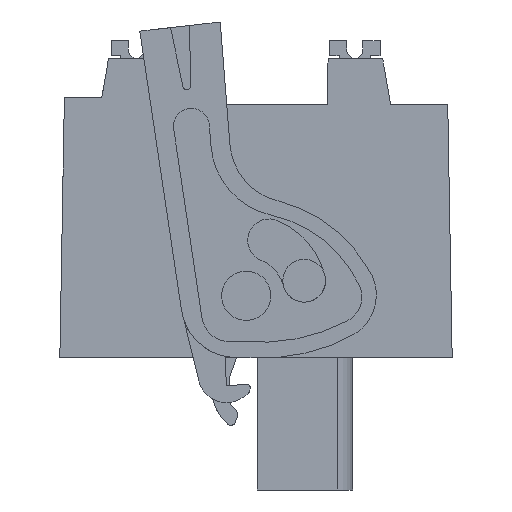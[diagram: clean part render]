
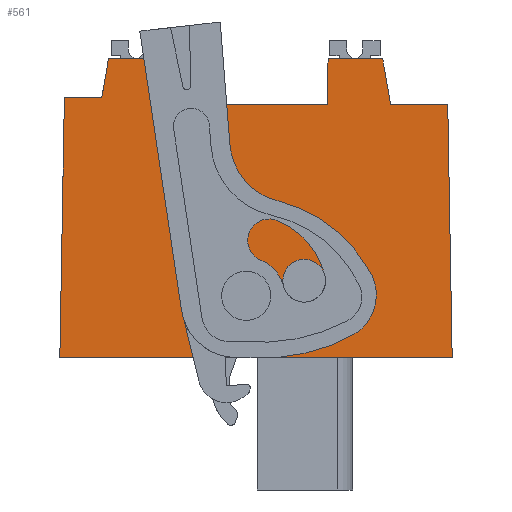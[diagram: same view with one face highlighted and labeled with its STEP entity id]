
A CAD part, left-side view. The second image highlights one B-rep face of the part: STEP entity #561.
In plain terms, the highlighted planar face has unit normal (-1, 0, 0).
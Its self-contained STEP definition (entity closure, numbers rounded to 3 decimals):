
#441=AXIS2_PLACEMENT_3D('Plane Axis2P3D',#438,#439,#440) ;
#527=AXIS2_PLACEMENT_3D('Circle Axis2P3D',#525,#526,$) ;
#536=AXIS2_PLACEMENT_3D('Circle Axis2P3D',#534,#535,$) ;
#545=AXIS2_PLACEMENT_3D('Circle Axis2P3D',#543,#544,$) ;
#554=AXIS2_PLACEMENT_3D('Circle Axis2P3D',#552,#553,$) ;
#40=CARTESIAN_POINT('Vertex',(4.85,21.679,27.192)) ;
#45=CARTESIAN_POINT('Line Origine',(4.85,19.954,27.192)) ;
#49=CARTESIAN_POINT('Vertex',(4.85,18.23,27.192)) ;
#380=CARTESIAN_POINT('Line Origine',(4.85,18.204,25.742)) ;
#384=CARTESIAN_POINT('Vertex',(4.85,18.179,24.292)) ;
#438=CARTESIAN_POINT('Axis2P3D Location',(4.85,0.,0.)) ;
#443=CARTESIAN_POINT('Line Origine',(4.85,21.89,25.967)) ;
#447=CARTESIAN_POINT('Vertex',(4.85,22.101,24.742)) ;
#450=CARTESIAN_POINT('Line Origine',(4.85,23.281,24.742)) ;
#454=CARTESIAN_POINT('Vertex',(4.85,24.461,24.742)) ;
#457=CARTESIAN_POINT('Line Origine',(4.85,24.604,16.546)) ;
#461=CARTESIAN_POINT('Vertex',(4.85,24.747,8.35)) ;
#464=CARTESIAN_POINT('Line Origine',(4.85,12.373,8.35)) ;
#468=CARTESIAN_POINT('Vertex',(4.85,0.,8.35)) ;
#471=CARTESIAN_POINT('Line Origine',(4.85,0.139,16.321)) ;
#475=CARTESIAN_POINT('Vertex',(4.85,0.278,24.292)) ;
#478=CARTESIAN_POINT('Line Origine',(4.85,2.079,24.292)) ;
#482=CARTESIAN_POINT('Vertex',(4.85,3.879,24.292)) ;
#485=CARTESIAN_POINT('Line Origine',(4.85,4.129,25.742)) ;
#489=CARTESIAN_POINT('Vertex',(4.85,4.379,27.192)) ;
#492=CARTESIAN_POINT('Line Origine',(4.85,6.104,27.192)) ;
#496=CARTESIAN_POINT('Vertex',(4.85,7.828,27.192)) ;
#499=CARTESIAN_POINT('Line Origine',(4.85,7.854,25.742)) ;
#503=CARTESIAN_POINT('Vertex',(4.85,7.879,24.292)) ;
#506=CARTESIAN_POINT('Line Origine',(4.85,13.029,24.292)) ;
#525=CARTESIAN_POINT('Axis2P3D Location',(4.85,12.991,12.252)) ;
#529=CARTESIAN_POINT('Vertex',(4.85,12.991,13.802)) ;
#531=CARTESIAN_POINT('Vertex',(4.85,12.991,10.702)) ;
#534=CARTESIAN_POINT('Axis2P3D Location',(4.85,12.991,12.252)) ;
#543=CARTESIAN_POINT('Axis2P3D Location',(4.85,9.331,13.202)) ;
#547=CARTESIAN_POINT('Vertex',(4.85,9.331,14.552)) ;
#549=CARTESIAN_POINT('Vertex',(4.85,9.331,11.852)) ;
#552=CARTESIAN_POINT('Axis2P3D Location',(4.85,9.331,13.202)) ;
#46=DIRECTION('Vector Direction',(0.,-1.,0.)) ;
#381=DIRECTION('Vector Direction',(0.,-0.017,-1.)) ;
#439=DIRECTION('Axis2P3D Direction',(-1.,0.,0.)) ;
#440=DIRECTION('Axis2P3D XDirection',(0.,0.,1.)) ;
#444=DIRECTION('Vector Direction',(0.,-0.17,0.985)) ;
#451=DIRECTION('Vector Direction',(0.,-1.,0.)) ;
#458=DIRECTION('Vector Direction',(0.,0.017,-1.)) ;
#465=DIRECTION('Vector Direction',(0.,-1.,0.)) ;
#472=DIRECTION('Vector Direction',(0.,0.017,1.)) ;
#479=DIRECTION('Vector Direction',(0.,-1.,0.)) ;
#486=DIRECTION('Vector Direction',(0.,-0.17,-0.985)) ;
#493=DIRECTION('Vector Direction',(0.,-1.,0.)) ;
#500=DIRECTION('Vector Direction',(0.,-0.017,1.)) ;
#507=DIRECTION('Vector Direction',(0.,-1.,0.)) ;
#526=DIRECTION('Axis2P3D Direction',(-1.,0.,0.)) ;
#535=DIRECTION('Axis2P3D Direction',(-1.,0.,0.)) ;
#544=DIRECTION('Axis2P3D Direction',(-1.,0.,0.)) ;
#553=DIRECTION('Axis2P3D Direction',(-1.,0.,0.)) ;
#47=VECTOR('Line Direction',#46,1.) ;
#382=VECTOR('Line Direction',#381,1.) ;
#445=VECTOR('Line Direction',#444,1.) ;
#452=VECTOR('Line Direction',#451,1.) ;
#459=VECTOR('Line Direction',#458,1.) ;
#466=VECTOR('Line Direction',#465,1.) ;
#473=VECTOR('Line Direction',#472,1.) ;
#480=VECTOR('Line Direction',#479,1.) ;
#487=VECTOR('Line Direction',#486,1.) ;
#494=VECTOR('Line Direction',#493,1.) ;
#501=VECTOR('Line Direction',#500,1.) ;
#508=VECTOR('Line Direction',#507,1.) ;
#512=ORIENTED_EDGE('',*,*,#386,.T.) ;
#513=ORIENTED_EDGE('',*,*,#51,.T.) ;
#514=ORIENTED_EDGE('',*,*,#449,.T.) ;
#515=ORIENTED_EDGE('',*,*,#456,.T.) ;
#516=ORIENTED_EDGE('',*,*,#463,.T.) ;
#517=ORIENTED_EDGE('',*,*,#470,.T.) ;
#518=ORIENTED_EDGE('',*,*,#477,.T.) ;
#519=ORIENTED_EDGE('',*,*,#484,.T.) ;
#520=ORIENTED_EDGE('',*,*,#491,.T.) ;
#521=ORIENTED_EDGE('',*,*,#498,.T.) ;
#522=ORIENTED_EDGE('',*,*,#505,.T.) ;
#523=ORIENTED_EDGE('',*,*,#510,.T.) ;
#540=ORIENTED_EDGE('',*,*,#533,.F.) ;
#541=ORIENTED_EDGE('',*,*,#538,.F.) ;
#558=ORIENTED_EDGE('',*,*,#551,.F.) ;
#559=ORIENTED_EDGE('',*,*,#556,.F.) ;
#542=FACE_BOUND('',#539,.T.) ;
#560=FACE_BOUND('',#557,.T.) ;
#561=ADVANCED_FACE('HOUSING',(#524,#542,#560),#442,.T.) ;
#528=CIRCLE('generated circle',#527,1.55) ;
#537=CIRCLE('generated circle',#536,1.55) ;
#546=CIRCLE('generated circle',#545,1.35) ;
#555=CIRCLE('generated circle',#554,1.35) ;
#51=EDGE_CURVE('',#50,#41,#48,.F.) ;
#386=EDGE_CURVE('',#385,#50,#383,.F.) ;
#449=EDGE_CURVE('',#41,#448,#446,.F.) ;
#456=EDGE_CURVE('',#448,#455,#453,.F.) ;
#463=EDGE_CURVE('',#455,#462,#460,.T.) ;
#470=EDGE_CURVE('',#462,#469,#467,.T.) ;
#477=EDGE_CURVE('',#469,#476,#474,.T.) ;
#484=EDGE_CURVE('',#476,#483,#481,.F.) ;
#491=EDGE_CURVE('',#483,#490,#488,.F.) ;
#498=EDGE_CURVE('',#490,#497,#495,.F.) ;
#505=EDGE_CURVE('',#497,#504,#502,.F.) ;
#510=EDGE_CURVE('',#504,#385,#509,.F.) ;
#533=EDGE_CURVE('',#530,#532,#528,.T.) ;
#538=EDGE_CURVE('',#532,#530,#537,.T.) ;
#551=EDGE_CURVE('',#548,#550,#546,.T.) ;
#556=EDGE_CURVE('',#550,#548,#555,.T.) ;
#511=EDGE_LOOP('',(#512,#513,#514,#515,#516,#517,#518,#519,#520,#521,#522,#523)) ;
#539=EDGE_LOOP('',(#540,#541)) ;
#557=EDGE_LOOP('',(#558,#559)) ;
#524=FACE_OUTER_BOUND('',#511,.T.) ;
#48=LINE('Line',#45,#47) ;
#383=LINE('Line',#380,#382) ;
#446=LINE('Line',#443,#445) ;
#453=LINE('Line',#450,#452) ;
#460=LINE('Line',#457,#459) ;
#467=LINE('Line',#464,#466) ;
#474=LINE('Line',#471,#473) ;
#481=LINE('Line',#478,#480) ;
#488=LINE('Line',#485,#487) ;
#495=LINE('Line',#492,#494) ;
#502=LINE('Line',#499,#501) ;
#509=LINE('Line',#506,#508) ;
#442=PLANE('',#441) ;
#41=VERTEX_POINT('',#40) ;
#50=VERTEX_POINT('',#49) ;
#385=VERTEX_POINT('',#384) ;
#448=VERTEX_POINT('',#447) ;
#455=VERTEX_POINT('',#454) ;
#462=VERTEX_POINT('',#461) ;
#469=VERTEX_POINT('',#468) ;
#476=VERTEX_POINT('',#475) ;
#483=VERTEX_POINT('',#482) ;
#490=VERTEX_POINT('',#489) ;
#497=VERTEX_POINT('',#496) ;
#504=VERTEX_POINT('',#503) ;
#530=VERTEX_POINT('',#529) ;
#532=VERTEX_POINT('',#531) ;
#548=VERTEX_POINT('',#547) ;
#550=VERTEX_POINT('',#549) ;
